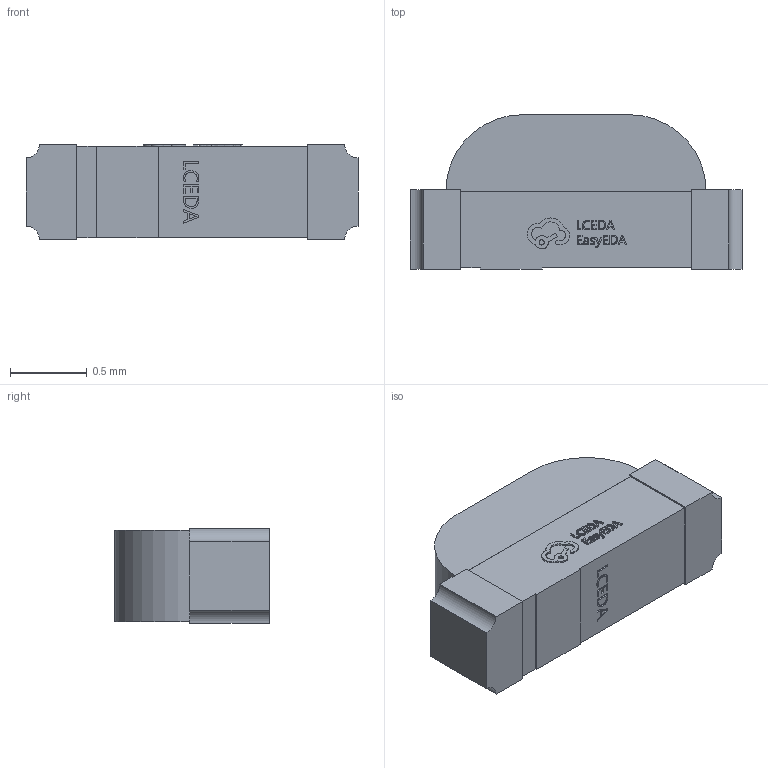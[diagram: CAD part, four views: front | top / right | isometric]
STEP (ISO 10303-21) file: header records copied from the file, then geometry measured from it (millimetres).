
FILE_DESCRIPTION (( 'STEP AP214' ), '1' );
FILE_NAME ('LED-SMD_L2.2-W0.6-RD_YELLOW.step', '2022-07-08T12:33:04', ( '' ), ( '' ), 'SwSTEP 2.0', 'SolidWorks 2020', '' );
FILE_SCHEMA (( 'AUTOMOTIVE_DESIGN' ));
Length unit declared in the file: millimetre
Products named in the file (1): LED-SMD_L2.2-W0.6-RD_YELLOW
Bounding box: 2.17 x 1.01 x 0.62 mm (x, y, z)
Volume: 1.1 mm3; surface area: 9.4 mm2
Topology: 2 solids, 2 shells, 320 faces, 867 edges, 578 vertices
Faces by surface type: plane 202, bspline 112, cylinder 6
Entity records: 14694 total; most frequent: CARTESIAN_POINT 3870, ORIENTED_EDGE 1734, DIRECTION 1069, EDGE_CURVE 867, VECTOR 627, LINE 627, VERTEX_POINT 578, EDGE_LOOP 347
